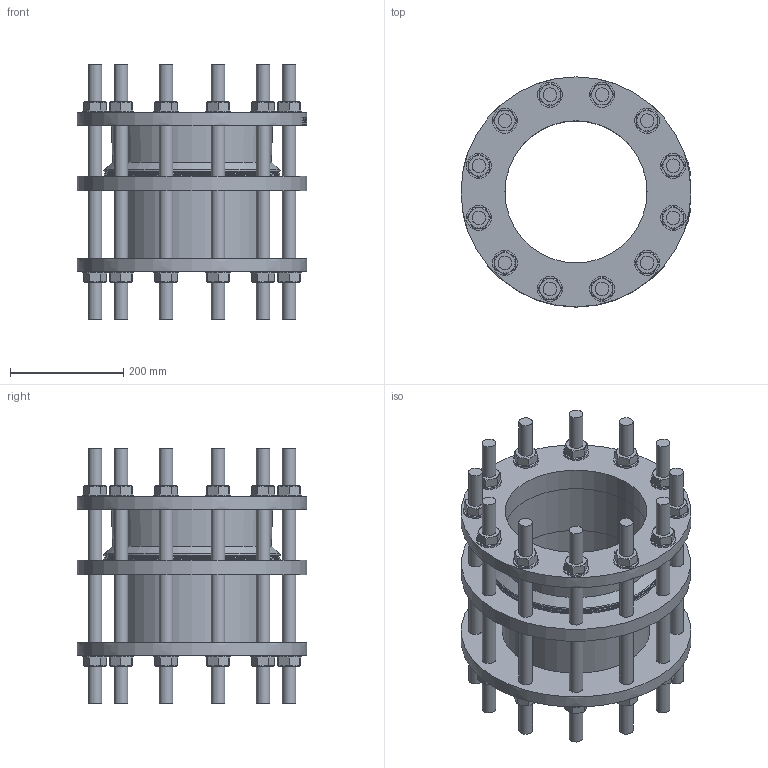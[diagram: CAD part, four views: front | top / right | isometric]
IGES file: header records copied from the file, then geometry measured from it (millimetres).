
Start section: SolidWorks IGES file using analytic representation for surfaces
Global section: file name: O_265_50_DN0250_1X_AA2.igs; native system: SolidWorks 2012; preprocessor: SolidWorks 2012; author: pbm; date: 171025.104107; units: millimetre
Bounding box: 406 x 406 x 450 mm (x, y, z)
Surface area: 1272486.4 mm2 (no closed solid volume)
Topology: 0 solids, 0 shells, 562 faces, 2498 edges, 2318 vertices
Faces by surface type: bspline 294, revolution 268
